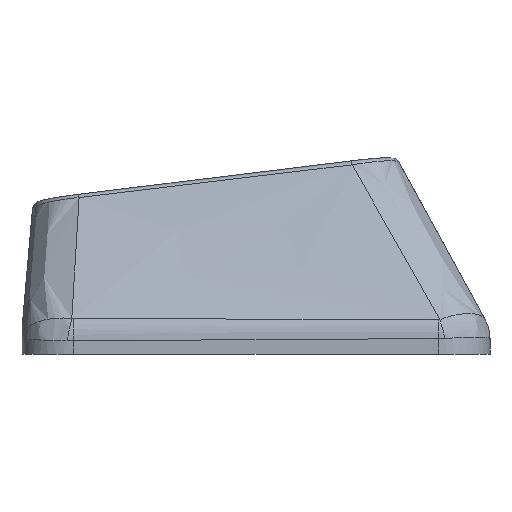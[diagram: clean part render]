
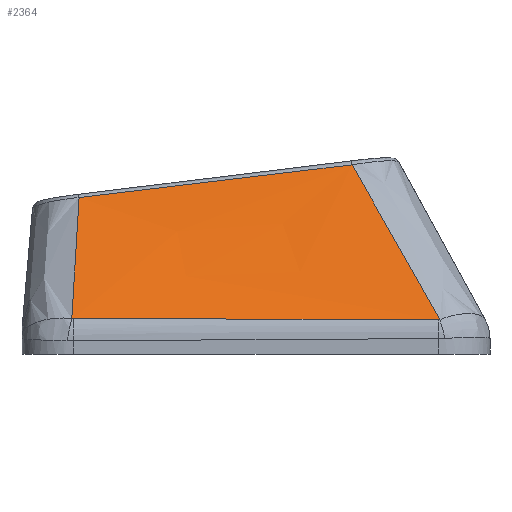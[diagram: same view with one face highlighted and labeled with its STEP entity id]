
A CAD part, left-side view. The second image highlights one B-rep face of the part: STEP entity #2364.
In plain terms, the highlighted free-form (B-spline) face has degree [3, 3] with [4, 4] control points.
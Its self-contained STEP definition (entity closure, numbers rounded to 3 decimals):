
#31=B_SPLINE_SURFACE_WITH_KNOTS('',3,3,((#5192,#5193,#5194,#5195),(#5196,
#5197,#5198,#5199),(#5200,#5201,#5202,#5203),(#5204,#5205,#5206,#5207)),
 .UNSPECIFIED.,.F.,.F.,.F.,(4,4),(4,4),(0.097,0.894),
(0.025,0.948),.UNSPECIFIED.);
#499=FACE_OUTER_BOUND('',#623,.T.);
#623=EDGE_LOOP('',(#2042,#2043,#2044,#2045,#2046,#2047));
#811=B_SPLINE_CURVE_WITH_KNOTS('',3,(#4870,#4871,#4872,#4873),
 .UNSPECIFIED.,.F.,.F.,(4,4),(0.,0.006),
 .UNSPECIFIED.);
#813=B_SPLINE_CURVE_WITH_KNOTS('',3,(#4897,#4898,#4899,#4900),
 .UNSPECIFIED.,.F.,.F.,(4,4),(0.,1.416),.UNSPECIFIED.);
#815=B_SPLINE_CURVE_WITH_KNOTS('',3,(#4924,#4925,#4926,#4927),
 .UNSPECIFIED.,.F.,.F.,(4,4),(0.,0.006),
 .UNSPECIFIED.);
#830=B_SPLINE_CURVE_WITH_KNOTS('',3,(#5209,#5210,#5211,#5212),
 .UNSPECIFIED.,.F.,.F.,(4,4),(0.02,0.788),
 .UNSPECIFIED.);
#831=B_SPLINE_CURVE_WITH_KNOTS('',3,(#5214,#5215,#5216,#5217),
 .UNSPECIFIED.,.F.,.F.,(4,4),(-1.067,0.),.UNSPECIFIED.);
#832=B_SPLINE_CURVE_WITH_KNOTS('',3,(#5218,#5219,#5220,#5221),
 .UNSPECIFIED.,.F.,.F.,(4,4),(-0.592,-0.017),
 .UNSPECIFIED.);
#1086=VERTEX_POINT('',#4832);
#1088=VERTEX_POINT('',#4863);
#1090=VERTEX_POINT('',#4890);
#1092=VERTEX_POINT('',#4917);
#1108=VERTEX_POINT('',#5208);
#1109=VERTEX_POINT('',#5213);
#1415=EDGE_CURVE('',#1086,#1088,#811,.T.);
#1418=EDGE_CURVE('',#1088,#1090,#813,.T.);
#1421=EDGE_CURVE('',#1090,#1092,#815,.T.);
#1445=EDGE_CURVE('',#1108,#1086,#830,.T.);
#1446=EDGE_CURVE('',#1109,#1108,#831,.T.);
#1447=EDGE_CURVE('',#1092,#1109,#832,.T.);
#2042=ORIENTED_EDGE('',*,*,#1421,.F.);
#2043=ORIENTED_EDGE('',*,*,#1418,.F.);
#2044=ORIENTED_EDGE('',*,*,#1415,.F.);
#2045=ORIENTED_EDGE('',*,*,#1445,.F.);
#2046=ORIENTED_EDGE('',*,*,#1446,.F.);
#2047=ORIENTED_EDGE('',*,*,#1447,.F.);
#2364=ADVANCED_FACE('',(#499),#31,.T.);
#4832=CARTESIAN_POINT('',(-20.793,-7.139,0.347));
#4863=CARTESIAN_POINT('',(-20.797,-7.077,0.34));
#4870=CARTESIAN_POINT('Ctrl Pts',(-20.793,-7.139,0.347));
#4871=CARTESIAN_POINT('Ctrl Pts',(-20.795,-7.119,0.342));
#4872=CARTESIAN_POINT('Ctrl Pts',(-20.797,-7.098,0.34));
#4873=CARTESIAN_POINT('Ctrl Pts',(-20.797,-7.077,0.34));
#4890=CARTESIAN_POINT('',(-20.712,7.087,0.389));
#4897=CARTESIAN_POINT('Ctrl Pts',(-20.797,-7.077,0.34));
#4898=CARTESIAN_POINT('Ctrl Pts',(-20.775,-2.356,0.355));
#4899=CARTESIAN_POINT('Ctrl Pts',(-20.748,2.365,0.372));
#4900=CARTESIAN_POINT('Ctrl Pts',(-20.712,7.087,0.389));
#4917=CARTESIAN_POINT('',(-20.708,7.148,0.395));
#4924=CARTESIAN_POINT('Ctrl Pts',(-20.712,7.087,0.389));
#4925=CARTESIAN_POINT('Ctrl Pts',(-20.712,7.107,0.389));
#4926=CARTESIAN_POINT('Ctrl Pts',(-20.71,7.128,0.391));
#4927=CARTESIAN_POINT('Ctrl Pts',(-20.708,7.148,0.395));
#5192=CARTESIAN_POINT('Ctrl Pts',(-17.41,-4.115,6.397));
#5193=CARTESIAN_POINT('Ctrl Pts',(-18.539,-5.124,4.378));
#5194=CARTESIAN_POINT('Ctrl Pts',(-19.668,-6.133,2.359));
#5195=CARTESIAN_POINT('Ctrl Pts',(-20.797,-7.142,0.34));
#5196=CARTESIAN_POINT('Ctrl Pts',(-17.41,-0.361,
5.951));
#5197=CARTESIAN_POINT('Ctrl Pts',(-18.539,-1.034,4.073));
#5198=CARTESIAN_POINT('Ctrl Pts',(-19.668,-1.706,2.195));
#5199=CARTESIAN_POINT('Ctrl Pts',(-20.797,-2.379,0.316));
#5200=CARTESIAN_POINT('Ctrl Pts',(-17.41,3.394,5.505));
#5201=CARTESIAN_POINT('Ctrl Pts',(-18.539,3.057,3.767));
#5202=CARTESIAN_POINT('Ctrl Pts',(-19.668,2.721,2.03));
#5203=CARTESIAN_POINT('Ctrl Pts',(-20.797,2.384,0.293));
#5204=CARTESIAN_POINT('Ctrl Pts',(-17.41,7.148,5.058));
#5205=CARTESIAN_POINT('Ctrl Pts',(-18.539,7.148,3.462));
#5206=CARTESIAN_POINT('Ctrl Pts',(-19.668,7.148,1.865));
#5207=CARTESIAN_POINT('Ctrl Pts',(-20.797,7.148,0.269));
#5208=CARTESIAN_POINT('',(-17.41,-3.729,6.351));
#5209=CARTESIAN_POINT('Ctrl Pts',(-17.41,-3.729,6.351));
#5210=CARTESIAN_POINT('Ctrl Pts',(-18.545,-4.872,4.356));
#5211=CARTESIAN_POINT('Ctrl Pts',(-19.671,-6.008,2.353));
#5212=CARTESIAN_POINT('Ctrl Pts',(-20.793,-7.139,0.347));
#5213=CARTESIAN_POINT('',(-17.416,6.864,5.084));
#5214=CARTESIAN_POINT('Ctrl Pts',(-17.416,6.864,5.084));
#5215=CARTESIAN_POINT('Ctrl Pts',(-17.415,3.333,5.504));
#5216=CARTESIAN_POINT('Ctrl Pts',(-17.413,-0.198,
5.927));
#5217=CARTESIAN_POINT('Ctrl Pts',(-17.41,-3.729,6.351));
#5218=CARTESIAN_POINT('Ctrl Pts',(-20.708,7.148,0.395));
#5219=CARTESIAN_POINT('Ctrl Pts',(-19.605,7.045,1.955));
#5220=CARTESIAN_POINT('Ctrl Pts',(-18.507,6.949,3.518));
#5221=CARTESIAN_POINT('Ctrl Pts',(-17.416,6.864,5.084));
